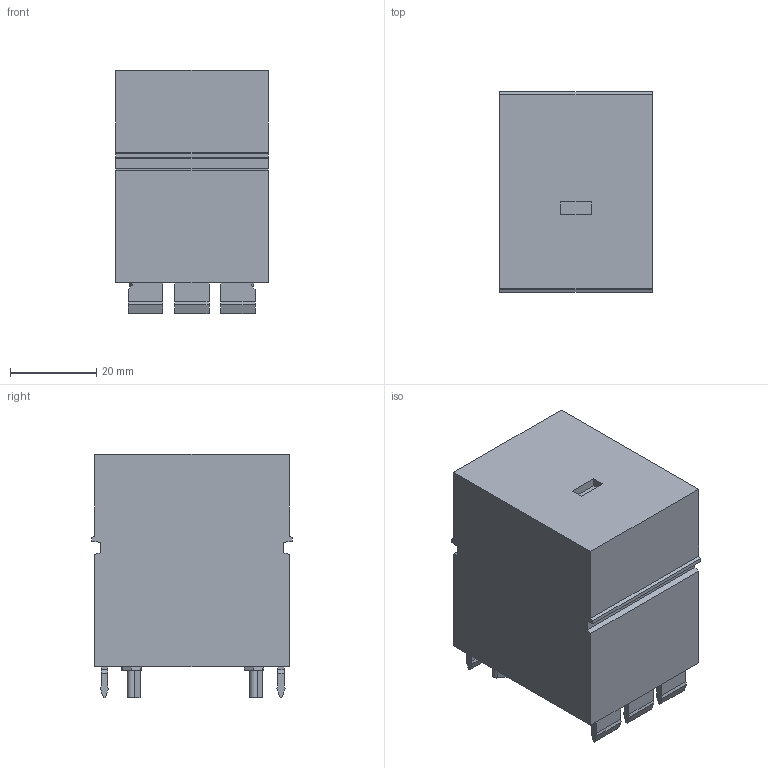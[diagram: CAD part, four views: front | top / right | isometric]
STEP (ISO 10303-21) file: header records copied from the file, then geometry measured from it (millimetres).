
FILE_DESCRIPTION(('STEP AP214'),'1');
FILE_NAME('cctmp_459E480D-727B-41A3-A58D-0B4A7E3DAB0D_2023_07_21_23_21_38_0886..stp','2023-07-21T21:21:39',('SIEMENS A&D'),('CADClick - www.CADClick.com'),'Spatial InterOp 3D postprocessed',' ','unknown authorization');
FILE_SCHEMA(('AUTOMOTIVE_DESIGN'));
Length unit declared in the file: millimetre
Products named in the file (1): 2023_07_21_23_21_38_0877
Bounding box: 35.4 x 46.4 x 56.4 mm (x, y, z)
Volume: 78972.6 mm3; surface area: 12281.9 mm2
Topology: 1 solids, 1 shells, 134 faces, 355 edges, 234 vertices
Faces by surface type: plane 124, cylinder 10
Entity records: 4507 total; most frequent: CARTESIAN_POINT 724, ORIENTED_EDGE 710, DIRECTION 645, EDGE_CURVE 355, LINE 335, VECTOR 335, VERTEX_POINT 234, AXIS2_PLACEMENT_3D 155
